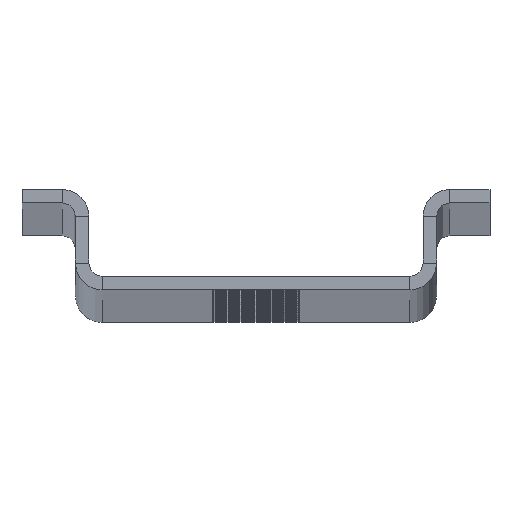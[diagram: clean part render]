
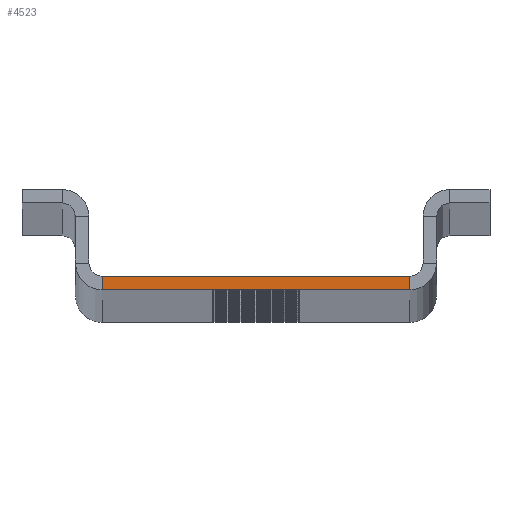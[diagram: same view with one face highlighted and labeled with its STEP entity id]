
A CAD part, top view. The second image highlights one B-rep face of the part: STEP entity #4523.
In plain terms, the highlighted planar face has unit normal (0, 0, 1).
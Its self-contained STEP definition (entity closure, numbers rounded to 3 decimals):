
#227 = CARTESIAN_POINT ( 'NONE',  ( 11.5, 0., 700. ) ) ;
#475 = LINE ( 'NONE', #5720, #6071 ) ;
#535 = CARTESIAN_POINT ( 'NONE',  ( 11.5, 1., 700. ) ) ;
#917 = CARTESIAN_POINT ( 'NONE',  ( -11.5, 0., 700. ) ) ;
#1164 = PLANE ( 'NONE',  #6649 ) ;
#1188 = VECTOR ( 'NONE', #5684, 1000. ) ;
#1225 = DIRECTION ( 'NONE',  ( 0., -1., 0. ) ) ;
#1301 = CARTESIAN_POINT ( 'NONE',  ( -11.5, 1., 700. ) ) ;
#1524 = VECTOR ( 'NONE', #2330, 1000. ) ;
#1627 = CARTESIAN_POINT ( 'NONE',  ( -11.5, 2801.378, 700. ) ) ;
#1705 = CARTESIAN_POINT ( 'NONE',  ( 12.5, 2801.378, 700. ) ) ;
#1784 = DIRECTION ( 'NONE',  ( 0., 0., 1. ) ) ;
#2077 = ORIENTED_EDGE ( 'NONE', *, *, #3136, .T. ) ;
#2330 = DIRECTION ( 'NONE',  ( 1., 0., 0. ) ) ;
#2573 = ORIENTED_EDGE ( 'NONE', *, *, #5592, .T. ) ;
#2887 = DIRECTION ( 'NONE',  ( -1., 0., 0. ) ) ;
#3136 = EDGE_CURVE ( 'NONE', #5350, #5169, #6874, .T. ) ;
#3970 = ORIENTED_EDGE ( 'NONE', *, *, #6659, .T. ) ;
#3971 = LINE ( 'NONE', #4083, #1524 ) ;
#4042 = VERTEX_POINT ( 'NONE', #535 ) ;
#4083 = CARTESIAN_POINT ( 'NONE',  ( -13.5, 0., 700. ) ) ;
#4523 = ADVANCED_FACE ( '�����1', ( #7099 ), #1164, .T. ) ;
#5169 = VERTEX_POINT ( 'NONE', #917 ) ;
#5235 = EDGE_CURVE ( 'NONE', #4042, #5328, #6894, .T. ) ;
#5328 = VERTEX_POINT ( 'NONE', #227 ) ;
#5350 = VERTEX_POINT ( 'NONE', #1301 ) ;
#5592 = EDGE_CURVE ( '������44', #5169, #5328, #3971, .T. ) ;
#5684 = DIRECTION ( 'NONE',  ( 0., -1., 0. ) ) ;
#5720 = CARTESIAN_POINT ( 'NONE',  ( 12.5, 1., 700. ) ) ;
#5873 = ORIENTED_EDGE ( 'NONE', *, *, #5235, .F. ) ;
#6071 = VECTOR ( 'NONE', #2887, 1000. ) ;
#6378 = VECTOR ( 'NONE', #1225, 1000. ) ;
#6447 = DIRECTION ( 'NONE',  ( 1., 0., 0. ) ) ;
#6649 = AXIS2_PLACEMENT_3D ( 'NONE', #1705, #1784, #6447 ) ;
#6659 = EDGE_CURVE ( '������43', #4042, #5350, #475, .T. ) ;
#6874 = LINE ( 'NONE', #1627, #1188 ) ;
#6894 = LINE ( 'NONE', #7541, #6378 ) ;
#7099 = FACE_OUTER_BOUND ( 'NONE', #7273, .T. ) ;
#7273 = EDGE_LOOP ( 'NONE', ( #2573, #5873, #3970, #2077 ) ) ;
#7541 = CARTESIAN_POINT ( 'NONE',  ( 11.5, 2801.378, 700. ) ) ;
